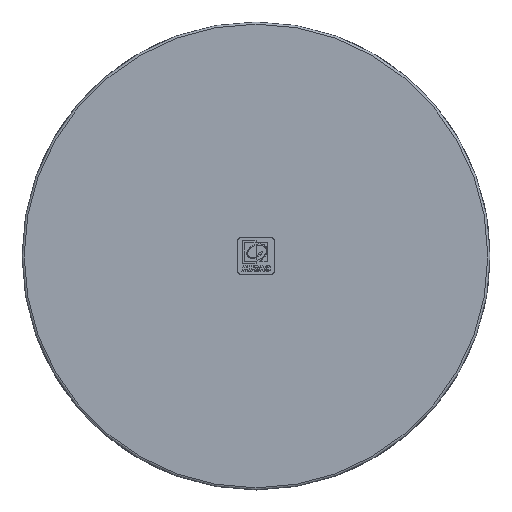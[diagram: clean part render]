
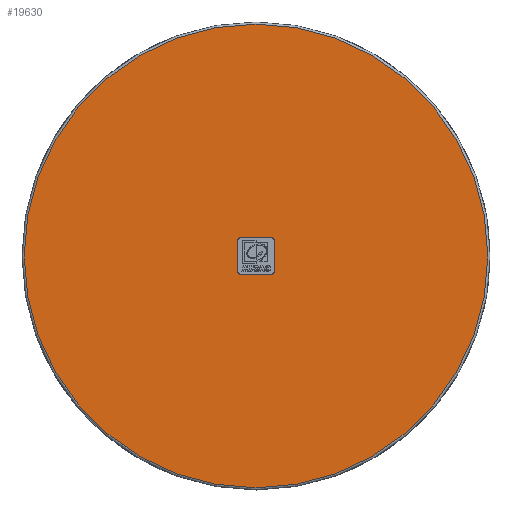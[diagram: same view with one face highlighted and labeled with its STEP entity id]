
A CAD part, top view. The second image highlights one B-rep face of the part: STEP entity #19630.
In plain terms, the highlighted planar face has unit normal (0, 0, 1).
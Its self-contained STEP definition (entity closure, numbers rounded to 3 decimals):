
#387=FACE_BOUND('',#2925,.T.);
#1228=PLANE('',#20828);
#1860=FACE_OUTER_BOUND('',#2924,.T.);
#2924=EDGE_LOOP('',(#13636));
#2925=EDGE_LOOP('',(#13637,#13638,#13639,#13640,#13641,#13642,#13643,#13644));
#3871=LINE('',#28122,#5313);
#3876=LINE('',#28136,#5318);
#4052=LINE('',#29692,#5494);
#4053=LINE('',#29694,#5495);
#5313=VECTOR('',#22490,10.);
#5318=VECTOR('',#22505,10.);
#5494=VECTOR('',#22845,10.);
#5495=VECTOR('',#22848,10.);
#6721=CIRCLE('',#20533,1.);
#6725=CIRCLE('',#20548,1.);
#6726=CIRCLE('',#20550,1.);
#6727=CIRCLE('',#20553,1.);
#6812=CIRCLE('',#20826,95.6);
#7527=VERTEX_POINT('',#27410);
#7528=VERTEX_POINT('',#27412);
#7630=VERTEX_POINT('',#28121);
#7631=VERTEX_POINT('',#28125);
#7632=VERTEX_POINT('',#28129);
#7633=VERTEX_POINT('',#28131);
#7634=VERTEX_POINT('',#28135);
#7635=VERTEX_POINT('',#28139);
#7953=VERTEX_POINT('',#30499);
#9459=EDGE_CURVE('',#7528,#7527,#6721,.T.);
#9563=EDGE_CURVE('',#7630,#7528,#3871,.T.);
#9565=EDGE_CURVE('',#7631,#7630,#6725,.T.);
#9568=EDGE_CURVE('',#7633,#7632,#6726,.T.);
#9570=EDGE_CURVE('',#7634,#7633,#3876,.T.);
#9572=EDGE_CURVE('',#7635,#7634,#6727,.T.);
#9803=EDGE_CURVE('',#7527,#7635,#4052,.T.);
#9804=EDGE_CURVE('',#7632,#7631,#4053,.T.);
#10098=EDGE_CURVE('',#7953,#7953,#6812,.T.);
#13636=ORIENTED_EDGE('',*,*,#10098,.F.);
#13637=ORIENTED_EDGE('',*,*,#9568,.T.);
#13638=ORIENTED_EDGE('',*,*,#9804,.T.);
#13639=ORIENTED_EDGE('',*,*,#9565,.T.);
#13640=ORIENTED_EDGE('',*,*,#9563,.T.);
#13641=ORIENTED_EDGE('',*,*,#9459,.T.);
#13642=ORIENTED_EDGE('',*,*,#9803,.T.);
#13643=ORIENTED_EDGE('',*,*,#9572,.T.);
#13644=ORIENTED_EDGE('',*,*,#9570,.T.);
#19630=ADVANCED_FACE('',(#1860,#387),#1228,.T.);
#20533=AXIS2_PLACEMENT_3D('',#27413,#22410,#22411);
#20548=AXIS2_PLACEMENT_3D('',#28126,#22494,#22495);
#20550=AXIS2_PLACEMENT_3D('',#28132,#22500,#22501);
#20553=AXIS2_PLACEMENT_3D('',#28140,#22509,#22510);
#20826=AXIS2_PLACEMENT_3D('',#30500,#23408,#23409);
#20828=AXIS2_PLACEMENT_3D('',#30502,#23412,#23413);
#22410=DIRECTION('center_axis',(0.,0.,-1.));
#22411=DIRECTION('ref_axis',(-0.707,-0.707,0.));
#22490=DIRECTION('',(-1.,0.,0.));
#22494=DIRECTION('center_axis',(0.,0.,-1.));
#22495=DIRECTION('ref_axis',(0.707,-0.707,0.));
#22500=DIRECTION('center_axis',(0.,0.,-1.));
#22501=DIRECTION('ref_axis',(0.707,0.707,0.));
#22505=DIRECTION('',(1.,0.,0.));
#22509=DIRECTION('center_axis',(0.,0.,-1.));
#22510=DIRECTION('ref_axis',(-0.707,0.707,0.));
#22845=DIRECTION('',(0.,1.,0.));
#22848=DIRECTION('',(0.,-1.,0.));
#23408=DIRECTION('center_axis',(0.,0.,-1.));
#23409=DIRECTION('ref_axis',(-1.,0.,0.));
#23412=DIRECTION('center_axis',(0.,0.,1.));
#23413=DIRECTION('ref_axis',(1.,0.,0.));
#27410=CARTESIAN_POINT('',(-7.5,-6.5,3.1));
#27412=CARTESIAN_POINT('',(-6.5,-7.5,3.1));
#27413=CARTESIAN_POINT('Origin',(-6.5,-6.5,3.1));
#28121=CARTESIAN_POINT('',(6.5,-7.5,3.1));
#28122=CARTESIAN_POINT('',(-3.75,-7.5,3.1));
#28125=CARTESIAN_POINT('',(7.5,-6.5,3.1));
#28126=CARTESIAN_POINT('Origin',(6.5,-6.5,3.1));
#28129=CARTESIAN_POINT('',(7.5,6.5,3.1));
#28131=CARTESIAN_POINT('',(6.5,7.5,3.1));
#28132=CARTESIAN_POINT('Origin',(6.5,6.5,3.1));
#28135=CARTESIAN_POINT('',(-6.5,7.5,3.1));
#28136=CARTESIAN_POINT('',(3.75,7.5,3.1));
#28139=CARTESIAN_POINT('',(-7.5,6.5,3.1));
#28140=CARTESIAN_POINT('Origin',(-6.5,6.5,3.1));
#29692=CARTESIAN_POINT('',(-7.5,3.75,3.1));
#29694=CARTESIAN_POINT('',(7.5,-3.75,3.1));
#30499=CARTESIAN_POINT('',(-95.6,0.,3.1));
#30500=CARTESIAN_POINT('Origin',(0.,0.,3.1));
#30502=CARTESIAN_POINT('Origin',(0.,0.,
3.1));
